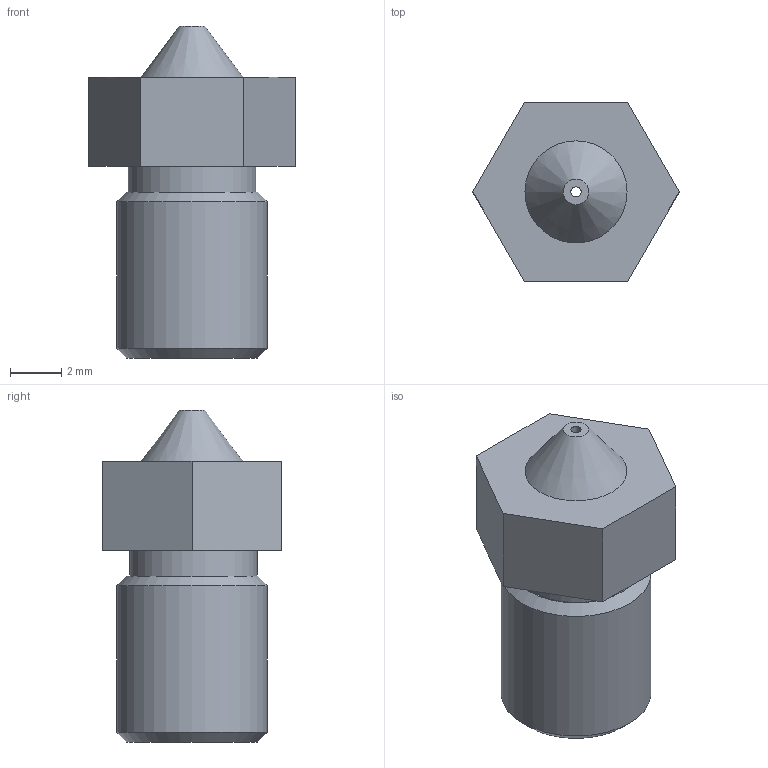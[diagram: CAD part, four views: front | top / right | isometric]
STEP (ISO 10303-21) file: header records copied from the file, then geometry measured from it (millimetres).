
FILE_DESCRIPTION(/* description */ (''),/* implementation_level */ '2;1');
FILE_NAME(/* name */ 'E3D V6 Nozzle (0.4mm).step',/* time_stamp */ '2019-03-23T06:25:07+00:00',/* author */ ('87nelson'),/* organization */ (''),/* preprocessor_version */ 'ST-DEVELOPER v17.2',/* originating_system */ 'Autodesk Translation Framework v7.6.0.251',/* authorisation */ '');
FILE_SCHEMA (('AUTOMOTIVE_DESIGN { 1 0 10303 214 3 1 1 }'));
Length unit declared in the file: millimetre
Products named in the file (1): V6 0.4mm nozzle
Bounding box: 8.08 x 7 x 13 mm (x, y, z)
Volume: 318 mm3; surface area: 389.1 mm2
Topology: 1 solids, 1 shells, 20 faces, 45 edges, 30 vertices
Faces by surface type: plane 11, cone 5, cylinder 4
Full cylindrical faces by diameter (mm): 0.4 x1, 2 x1, 5 x1, 5.884 x1
Entity records: 611 total; most frequent: DIRECTION 105, CARTESIAN_POINT 96, ORIENTED_EDGE 90, EDGE_CURVE 45, AXIS2_PLACEMENT_3D 39, VERTEX_POINT 30, LINE 27, VECTOR 27
